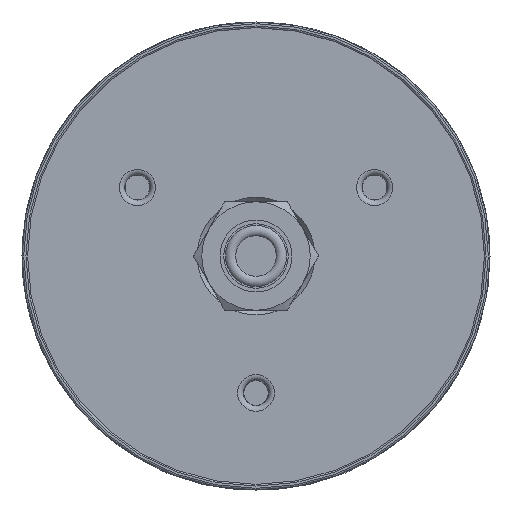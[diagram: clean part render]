
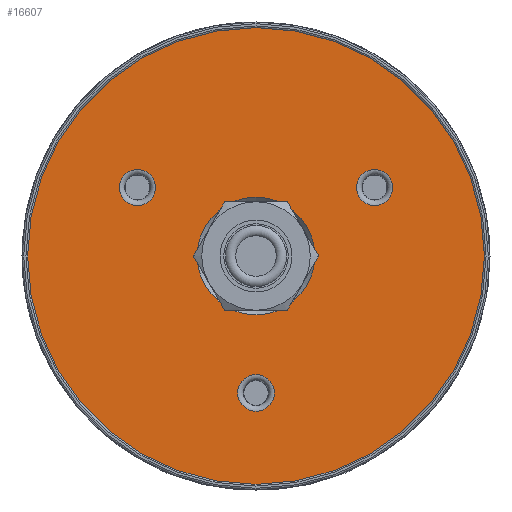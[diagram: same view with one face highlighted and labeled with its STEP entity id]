
A CAD part, front view. The second image highlights one B-rep face of the part: STEP entity #16607.
In plain terms, the highlighted planar face has unit normal (0, -1, 0).
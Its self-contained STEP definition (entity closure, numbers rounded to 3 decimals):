
#752=FACE_BOUND('',#3026,.T.);
#753=FACE_BOUND('',#3027,.T.);
#754=FACE_BOUND('',#3028,.T.);
#755=FACE_BOUND('',#3029,.T.);
#1231=PLANE('',#17598);
#2077=FACE_OUTER_BOUND('',#3025,.T.);
#3025=EDGE_LOOP('',(#14585));
#3026=EDGE_LOOP('',(#14586));
#3027=EDGE_LOOP('',(#14587));
#3028=EDGE_LOOP('',(#14588));
#3029=EDGE_LOOP('',(#14589));
#6278=CIRCLE('',#16967,3.162);
#6281=CIRCLE('',#16971,3.162);
#6426=CIRCLE('',#17578,40.017);
#6440=CIRCLE('',#17599,10.3);
#6441=CIRCLE('',#17600,3.203);
#6848=VERTEX_POINT('',#22434);
#6851=VERTEX_POINT('',#22442);
#7933=VERTEX_POINT('',#30460);
#7948=VERTEX_POINT('',#31159);
#7949=VERTEX_POINT('',#31161);
#8533=EDGE_CURVE('',#6848,#6848,#6278,.T.);
#8537=EDGE_CURVE('',#6851,#6851,#6281,.T.);
#10167=EDGE_CURVE('',#7933,#7933,#6426,.T.);
#10188=EDGE_CURVE('',#7948,#7948,#6440,.T.);
#10189=EDGE_CURVE('',#7949,#7949,#6441,.T.);
#14585=ORIENTED_EDGE('',*,*,#10167,.F.);
#14586=ORIENTED_EDGE('',*,*,#8537,.T.);
#14587=ORIENTED_EDGE('',*,*,#10188,.F.);
#14588=ORIENTED_EDGE('',*,*,#10189,.F.);
#14589=ORIENTED_EDGE('',*,*,#8533,.T.);
#16607=ADVANCED_FACE('',(#2077,#752,#753,#754,#755),#1231,.T.);
#16967=AXIS2_PLACEMENT_3D('',#22435,#18637,#18638);
#16971=AXIS2_PLACEMENT_3D('',#22443,#18646,#18647);
#17578=AXIS2_PLACEMENT_3D('',#30462,#20956,#20957);
#17598=AXIS2_PLACEMENT_3D('',#31158,#21000,#21001);
#17599=AXIS2_PLACEMENT_3D('',#31160,#21002,#21003);
#17600=AXIS2_PLACEMENT_3D('',#31162,#21004,#21005);
#18637=DIRECTION('center_axis',(0.,1.,0.));
#18638=DIRECTION('ref_axis',(-1.,0.,0.));
#18646=DIRECTION('center_axis',(0.,1.,0.));
#18647=DIRECTION('ref_axis',(-1.,0.,0.));
#20956=DIRECTION('center_axis',(0.,1.,0.));
#20957=DIRECTION('ref_axis',(0.,0.,1.));
#21000=DIRECTION('center_axis',(0.,-1.,0.));
#21001=DIRECTION('ref_axis',(0.5,0.,-0.866));
#21002=DIRECTION('center_axis',(0.,-1.,0.));
#21003=DIRECTION('ref_axis',(-0.5,0.,0.866));
#21004=DIRECTION('center_axis',(0.,-1.,0.));
#21005=DIRECTION('ref_axis',(0.5,0.,-0.866));
#22434=CARTESIAN_POINT('',(-17.622,-68.7,12.));
#22435=CARTESIAN_POINT('Origin',(-20.785,-68.7,12.));
#22442=CARTESIAN_POINT('',(23.947,-68.7,12.));
#22443=CARTESIAN_POINT('Origin',(20.785,-68.7,12.));
#30460=CARTESIAN_POINT('',(-40.017,-68.7,0.));
#30462=CARTESIAN_POINT('Origin',(0.,-68.7,
0.));
#31158=CARTESIAN_POINT('Origin',(20.135,-68.7,11.625));
#31159=CARTESIAN_POINT('',(5.15,-68.7,-8.92));
#31160=CARTESIAN_POINT('Origin',(0.,-68.7,
0.));
#31161=CARTESIAN_POINT('',(1.601,-68.7,-26.774));
#31162=CARTESIAN_POINT('Origin',(0.,-68.7,
-24.));
